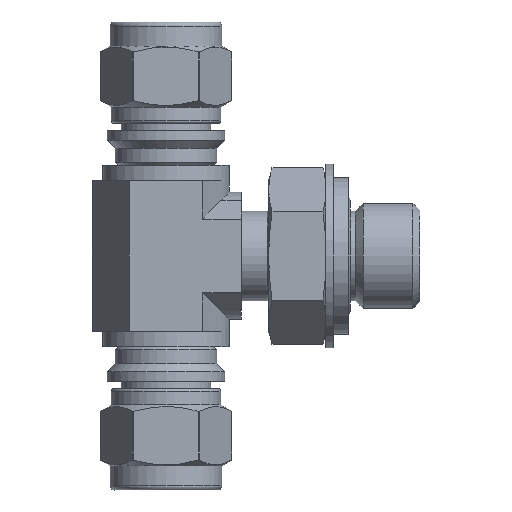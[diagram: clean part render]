
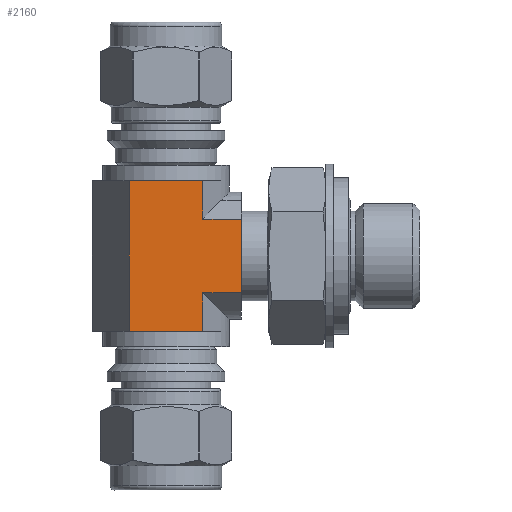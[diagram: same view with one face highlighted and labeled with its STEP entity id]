
A CAD part, left-side view. The second image highlights one B-rep face of the part: STEP entity #2160.
In plain terms, the highlighted planar face has unit normal (-1, 0, 0).
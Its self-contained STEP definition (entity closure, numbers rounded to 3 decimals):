
#376=FACE_OUTER_BOUND('',#531,.T.);
#531=EDGE_LOOP('',(#1950,#1951,#1952,#1953,#1954,#1955,#1956,#1957));
#626=LINE('',#3741,#758);
#630=LINE('',#3756,#762);
#638=LINE('',#3777,#770);
#643=LINE('',#3785,#775);
#652=LINE('',#3810,#784);
#658=LINE('',#3841,#790);
#662=LINE('',#3853,#794);
#663=LINE('',#3854,#795);
#758=VECTOR('',#2997,10.);
#762=VECTOR('',#3013,10.);
#770=VECTOR('',#3033,10.);
#775=VECTOR('',#3040,10.);
#784=VECTOR('',#3067,10.);
#790=VECTOR('',#3085,10.);
#794=VECTOR('',#3099,10.);
#795=VECTOR('',#3100,10.);
#1012=VERTEX_POINT('',#3738);
#1013=VERTEX_POINT('',#3740);
#1016=VERTEX_POINT('',#3752);
#1018=VERTEX_POINT('',#3755);
#1025=VERTEX_POINT('',#3776);
#1033=VERTEX_POINT('',#3807);
#1039=VERTEX_POINT('',#3839);
#1042=VERTEX_POINT('',#3852);
#1301=EDGE_CURVE('',#1012,#1013,#626,.T.);
#1307=EDGE_CURVE('',#1016,#1018,#630,.T.);
#1318=EDGE_CURVE('',#1025,#1018,#638,.T.);
#1323=EDGE_CURVE('',#1016,#1013,#643,.T.);
#1334=EDGE_CURVE('',#1033,#1012,#652,.T.);
#1343=EDGE_CURVE('',#1033,#1039,#658,.T.);
#1349=EDGE_CURVE('',#1042,#1039,#662,.T.);
#1350=EDGE_CURVE('',#1025,#1042,#663,.T.);
#1950=ORIENTED_EDGE('',*,*,#1323,.T.);
#1951=ORIENTED_EDGE('',*,*,#1301,.F.);
#1952=ORIENTED_EDGE('',*,*,#1334,.F.);
#1953=ORIENTED_EDGE('',*,*,#1343,.T.);
#1954=ORIENTED_EDGE('',*,*,#1349,.F.);
#1955=ORIENTED_EDGE('',*,*,#1350,.F.);
#1956=ORIENTED_EDGE('',*,*,#1318,.T.);
#1957=ORIENTED_EDGE('',*,*,#1307,.F.);
#2025=PLANE('',#2444);
#2160=ADVANCED_FACE('',(#376),#2025,.T.);
#2444=AXIS2_PLACEMENT_3D('',#3851,#3097,#3098);
#2997=DIRECTION('',(0.,0.,-1.));
#3013=DIRECTION('',(0.,0.,-1.));
#3033=DIRECTION('',(0.,-1.,0.));
#3040=DIRECTION('',(0.,-1.,0.));
#3067=DIRECTION('',(0.,-1.,0.));
#3085=DIRECTION('',(0.,0.,1.));
#3097=DIRECTION('center_axis',(-1.,0.,0.));
#3098=DIRECTION('ref_axis',(0.,-1.,0.));
#3099=DIRECTION('',(0.,-1.,0.));
#3100=DIRECTION('',(0.,0.,1.));
#3738=CARTESIAN_POINT('',(-7.95,-9.4,4.59));
#3740=CARTESIAN_POINT('',(-7.95,-9.4,-4.59));
#3741=CARTESIAN_POINT('',(-7.95,-9.4,-4.59));
#3752=CARTESIAN_POINT('',(-7.95,-4.59,-4.59));
#3755=CARTESIAN_POINT('',(-7.95,-4.59,-9.4));
#3756=CARTESIAN_POINT('',(-7.95,-4.59,0.));
#3776=CARTESIAN_POINT('',(-7.95,4.59,-9.4));
#3777=CARTESIAN_POINT('',(-7.95,4.59,-9.4));
#3785=CARTESIAN_POINT('',(-7.95,0.,-4.59));
#3807=CARTESIAN_POINT('',(-7.95,-4.59,4.59));
#3810=CARTESIAN_POINT('',(-7.95,0.,4.59));
#3839=CARTESIAN_POINT('',(-7.95,-4.59,9.4));
#3841=CARTESIAN_POINT('',(-7.95,-4.59,0.));
#3851=CARTESIAN_POINT('Origin',(-7.95,4.59,0.));
#3852=CARTESIAN_POINT('',(-7.95,4.59,9.4));
#3853=CARTESIAN_POINT('',(-7.95,4.59,9.4));
#3854=CARTESIAN_POINT('',(-7.95,4.59,0.));
